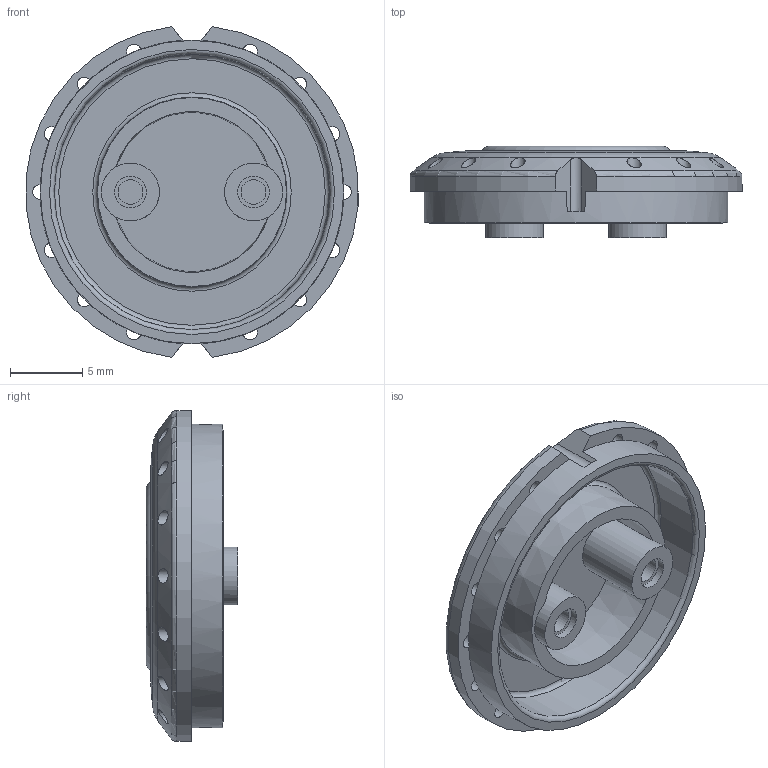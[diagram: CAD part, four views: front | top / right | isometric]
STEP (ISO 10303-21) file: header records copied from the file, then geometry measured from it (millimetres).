
FILE_DESCRIPTION(/* description */ (''),/* implementation_level */ '2;1');
FILE_NAME(/* name */ 'Inner Head.ipt.step',/* time_stamp */ '2020-04-16T23:16:10-04:00',/* author */ ('Jordan'),/* organization */ (''),/* preprocessor_version */ 'ST-DEVELOPER v17',/* originating_system */ 'Autodesk Inventor 2019',/* authorisation */ '');
FILE_SCHEMA (('AUTOMOTIVE_DESIGN { 1 0 10303 214 3 1 1 }'));
Length unit declared in the file: inch
Products named in the file (1): Inner Head
Bounding box: 22.92 x 6.3 x 22.82 mm (x, y, z)
Volume: 960.7 mm3; surface area: 1768.5 mm2
Topology: 1 solids, 1 shells, 75 faces, 251 edges, 172 vertices
Faces by surface type: plane 34, cylinder 25, cone 8, torus 8
Full cylindrical faces by diameter (mm): 1 x14, 1.7 x2, 2.2 x2, 3 x1, 4 x2
Entity records: 3482 total; most frequent: CARTESIAN_POINT 1109, DIRECTION 525, ORIENTED_EDGE 502, EDGE_CURVE 251, AXIS2_PLACEMENT_3D 238, VERTEX_POINT 172, CIRCLE 158, EDGE_LOOP 97
